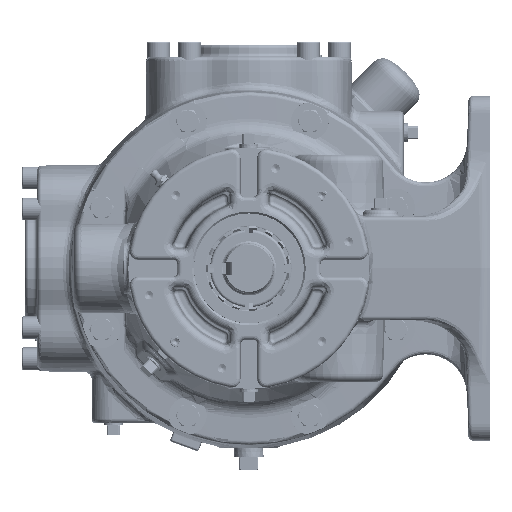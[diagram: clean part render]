
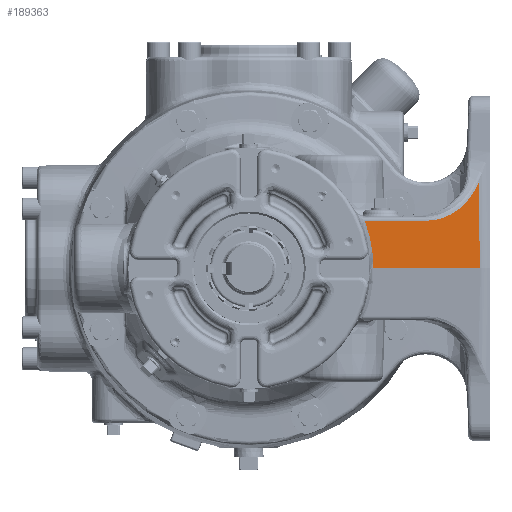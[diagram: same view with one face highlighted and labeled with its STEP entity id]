
A CAD part, left-side view. The second image highlights one B-rep face of the part: STEP entity #189363.
In plain terms, the highlighted planar face has unit normal (-0.642, -0.766, 0.035).
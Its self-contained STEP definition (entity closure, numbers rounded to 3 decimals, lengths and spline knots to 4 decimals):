
#7939 = CARTESIAN_POINT ( 'NONE',  ( -7.7607, -5.1537, 1.3842 ) ) ;
#13389 = VERTEX_POINT ( 'NONE', #17324 ) ;
#17324 = CARTESIAN_POINT ( 'NONE',  ( -5.9831, -6.7083, 0. ) ) ;
#18622 = DIRECTION ( 'NONE',  ( 0.766, -0.643, 0. ) ) ;
#21649 = LINE ( 'NONE', #98404, #204586 ) ;
#25156 =( BOUNDED_CURVE ( )  B_SPLINE_CURVE ( 3, ( #148145, #108440, #189073, #7939 ),
 .UNSPECIFIED., .F., .F. ) 
 B_SPLINE_CURVE_WITH_KNOTS ( ( 4, 4 ),
 ( 3.5831, 4.6581 ),
 .UNSPECIFIED. ) 
 CURVE ( )  GEOMETRIC_REPRESENTATION_ITEM ( )  RATIONAL_B_SPLINE_CURVE ( ( 1., 0.906, 0.906, 1. ) ) 
 REPRESENTATION_ITEM ( '' )  );
#28465 = EDGE_LOOP ( 'NONE', ( #215962, #84550, #162091, #129050, #151139 ) ) ;
#28919 = DIRECTION ( 'NONE',  ( -0.642, -0.766, 0.035 ) ) ;
#32062 = LINE ( 'NONE', #95457, #193703 ) ;
#36793 = VERTEX_POINT ( 'NONE', #235352 ) ;
#37199 = CARTESIAN_POINT ( 'NONE',  ( -5.3907, -7.2054, 0. ) ) ;
#52258 = EDGE_CURVE ( 'NONE', #206081, #13389, #197142, .T. ) ;
#55780 = EDGE_CURVE ( 'NONE', #78917, #206081, #139052, .T. ) ;
#68573 = FACE_OUTER_BOUND ( 'NONE', #28465, .T. ) ;
#70433 = DIRECTION ( 'NONE',  ( -0.766, 0.643, 0. ) ) ;
#78917 = VERTEX_POINT ( 'NONE', #117335 ) ;
#84550 = ORIENTED_EDGE ( 'NONE', *, *, #55780, .T. ) ;
#95457 = CARTESIAN_POINT ( 'NONE',  ( -5.3596, -7.1684, 1.3842 ) ) ;
#98404 = CARTESIAN_POINT ( 'NONE',  ( -5.8632, -6.6524, 3.434 ) ) ;
#99160 = CARTESIAN_POINT ( 'NONE',  ( -9.667, -3.6172, 0. ) ) ;
#108440 = CARTESIAN_POINT ( 'NONE',  ( -6.2759, -6.3809, 1.7931 ) ) ;
#109553 = DIRECTION ( 'NONE',  ( 0.766, -0.643, 0. ) ) ;
#117335 = CARTESIAN_POINT ( 'NONE',  ( -9.894, -3.3636, 1.3842 ) ) ;
#121604 = AXIS2_PLACEMENT_3D ( 'NONE', #132015, #28919, #109553 ) ;
#122154 = DIRECTION ( 'NONE',  ( 0.035, 0.016, 0.999 ) ) ;
#129050 = ORIENTED_EDGE ( 'NONE', *, *, #151675, .T. ) ;
#132015 = CARTESIAN_POINT ( 'NONE',  ( -5.3907, -7.2054, 0. ) ) ;
#137773 = CARTESIAN_POINT ( 'NONE',  ( -9.894, -3.3636, 1.3842 ) ) ;
#139052 =( BOUNDED_CURVE ( )  B_SPLINE_CURVE ( 3, ( #137773, #141675, #160199, #218372 ),
 .UNSPECIFIED., .F., .F. ) 
 B_SPLINE_CURVE_WITH_KNOTS ( ( 4, 4 ),
 ( 2.8291, 3.1828 ),
 .UNSPECIFIED. ) 
 CURVE ( )  GEOMETRIC_REPRESENTATION_ITEM ( )  RATIONAL_B_SPLINE_CURVE ( ( 1., 0.99, 0.99, 1. ) ) 
 REPRESENTATION_ITEM ( '' )  );
#141675 = CARTESIAN_POINT ( 'NONE',  ( -9.7202, -3.5297, 0.9402 ) ) ;
#148145 = CARTESIAN_POINT ( 'NONE',  ( -5.896, -6.6677, 2.4956 ) ) ;
#151139 = ORIENTED_EDGE ( 'NONE', *, *, #260569, .T. ) ;
#151675 = EDGE_CURVE ( 'NONE', #13389, #36793, #21649, .T. ) ;
#160199 = CARTESIAN_POINT ( 'NONE',  ( -9.6437, -3.6151, 0.474 ) ) ;
#162091 = ORIENTED_EDGE ( 'NONE', *, *, #52258, .T. ) ;
#170365 = PLANE ( 'NONE',  #121604 ) ;
#178244 = CARTESIAN_POINT ( 'NONE',  ( -7.7607, -5.1537, 1.3842 ) ) ;
#189073 = CARTESIAN_POINT ( 'NONE',  ( -6.962, -5.8238, 1.3842 ) ) ;
#189363 = ADVANCED_FACE ( 'Defeatured_0_4121', ( #68573 ), #170365, .T. ) ;
#191086 = VERTEX_POINT ( 'NONE', #178244 ) ;
#193703 = VECTOR ( 'NONE', #70433, 39.3701 ) ;
#197142 = LINE ( 'NONE', #37199, #243699 ) ;
#204586 = VECTOR ( 'NONE', #122154, 39.3701 ) ;
#206081 = VERTEX_POINT ( 'NONE', #99160 ) ;
#215962 = ORIENTED_EDGE ( 'NONE', *, *, #227946, .T. ) ;
#218372 = CARTESIAN_POINT ( 'NONE',  ( -9.667, -3.6172, 0. ) ) ;
#227946 = EDGE_CURVE ( 'NONE', #191086, #78917, #32062, .T. ) ;
#235352 = CARTESIAN_POINT ( 'NONE',  ( -5.896, -6.6677, 2.4956 ) ) ;
#243699 = VECTOR ( 'NONE', #18622, 39.3701 ) ;
#260569 = EDGE_CURVE ( 'NONE', #36793, #191086, #25156, .T. ) ;
